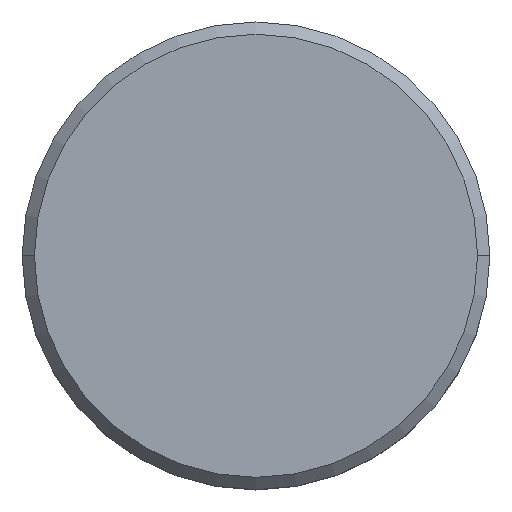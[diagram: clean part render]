
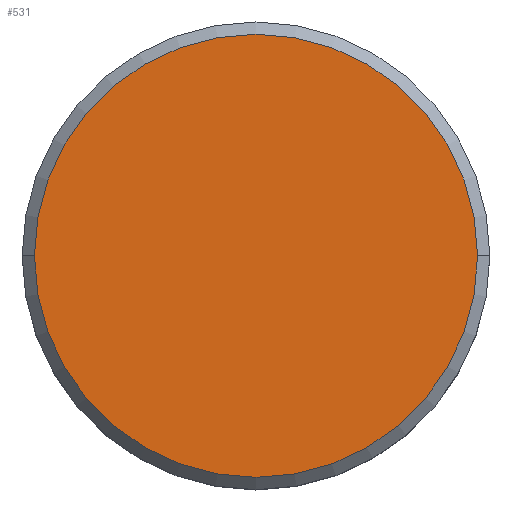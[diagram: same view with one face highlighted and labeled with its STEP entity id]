
A CAD part, top view. The second image highlights one B-rep face of the part: STEP entity #531.
In plain terms, the highlighted planar face has unit normal (0, 0, 1).
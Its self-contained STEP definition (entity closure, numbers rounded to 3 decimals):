
#3 = ORIENTED_EDGE ( 'NONE', *, *, #403, .T. ) ;
#22 = CIRCLE ( 'NONE', #135, 9. ) ;
#57 = DIRECTION ( 'NONE',  ( 0., 0., 1. ) ) ;
#129 = EDGE_CURVE ( 'NONE', #159, #292, #255, .T. ) ;
#135 = AXIS2_PLACEMENT_3D ( 'NONE', #508, #57, #257 ) ;
#145 = CARTESIAN_POINT ( 'NONE',  ( 9., 0., 0. ) ) ;
#159 = VERTEX_POINT ( 'NONE', #145 ) ;
#180 = EDGE_LOOP ( 'NONE', ( #3, #331 ) ) ;
#255 = CIRCLE ( 'NONE', #384, 9. ) ;
#257 = DIRECTION ( 'NONE',  ( 1., 0., 0. ) ) ;
#292 = VERTEX_POINT ( 'NONE', #545 ) ;
#300 = DIRECTION ( 'NONE',  ( 0., 0., 1. ) ) ;
#331 = ORIENTED_EDGE ( 'NONE', *, *, #129, .T. ) ;
#374 = DIRECTION ( 'NONE',  ( 1., 0., 0. ) ) ;
#382 = CARTESIAN_POINT ( 'NONE',  ( 0., 0., 0. ) ) ;
#384 = AXIS2_PLACEMENT_3D ( 'NONE', #382, #436, #559 ) ;
#403 = EDGE_CURVE ( 'NONE', #292, #159, #22, .T. ) ;
#428 = PLANE ( 'NONE',  #586 ) ;
#436 = DIRECTION ( 'NONE',  ( 0., 0., 1. ) ) ;
#463 = CARTESIAN_POINT ( 'NONE',  ( 0., 0., 0. ) ) ;
#508 = CARTESIAN_POINT ( 'NONE',  ( 0., 0., 0. ) ) ;
#531 = ADVANCED_FACE ( 'NONE', ( #596 ), #428, .T. ) ;
#545 = CARTESIAN_POINT ( 'NONE',  ( -9., 0., 0. ) ) ;
#559 = DIRECTION ( 'NONE',  ( 1., 0., 0. ) ) ;
#586 = AXIS2_PLACEMENT_3D ( 'NONE', #463, #300, #374 ) ;
#596 = FACE_OUTER_BOUND ( 'NONE', #180, .T. ) ;
